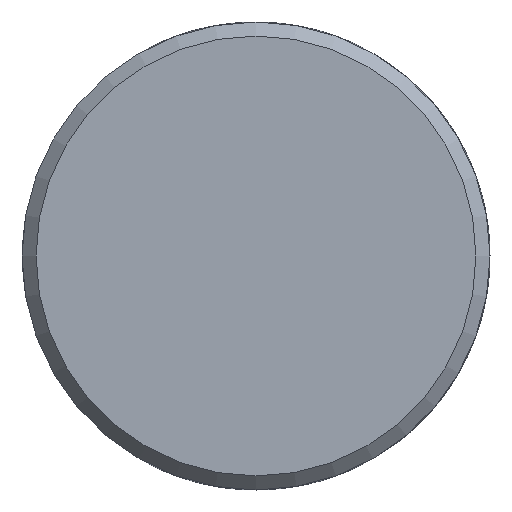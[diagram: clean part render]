
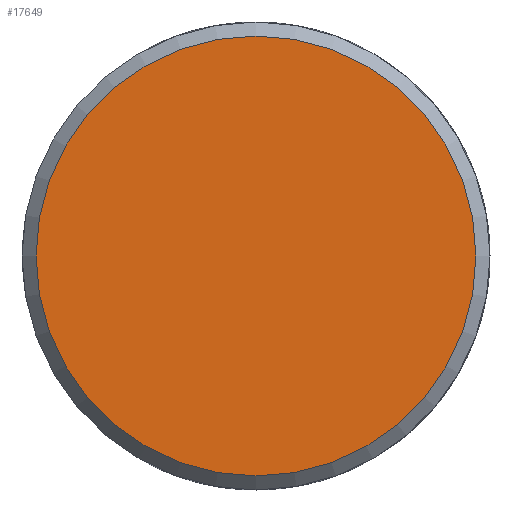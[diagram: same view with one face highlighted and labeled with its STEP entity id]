
A CAD part, front view. The second image highlights one B-rep face of the part: STEP entity #17649.
In plain terms, the highlighted planar face has unit normal (0, -1, 0).
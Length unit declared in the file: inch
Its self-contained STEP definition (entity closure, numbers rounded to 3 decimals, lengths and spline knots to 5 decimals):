
#4441 = CARTESIAN_POINT ( 'NONE',  ( 0., 0., 0. ) ) ;
#5452 = AXIS2_PLACEMENT_3D ( 'NONE', #4441, #26333, #11862 ) ;
#8500 = CARTESIAN_POINT ( 'NONE',  ( 0., 0., 0. ) ) ;
#10169 = ORIENTED_EDGE ( 'NONE', *, *, #11803, .F. ) ;
#10436 = VERTEX_POINT ( 'NONE', #28941 ) ;
#10977 = DIRECTION ( 'NONE',  ( 0., 0., 1. ) ) ;
#11803 = EDGE_CURVE ( 'NONE', #10436, #10436, #16500, .T. ) ;
#11862 = DIRECTION ( 'NONE',  ( 0., 0., 1. ) ) ;
#16500 = CIRCLE ( 'NONE', #22746, 0.939 ) ;
#17649 = ADVANCED_FACE ( 'NONE', ( #21135 ), #23919, .F. ) ;
#21135 = FACE_OUTER_BOUND ( 'NONE', #23428, .T. ) ;
#22746 = AXIS2_PLACEMENT_3D ( 'NONE', #8500, #25469, #10977 ) ;
#23428 = EDGE_LOOP ( 'NONE', ( #10169 ) ) ;
#23919 = PLANE ( 'NONE',  #5452 ) ;
#25469 = DIRECTION ( 'NONE',  ( 0., 1., 0. ) ) ;
#26333 = DIRECTION ( 'NONE',  ( 0., 1., 0. ) ) ;
#28941 = CARTESIAN_POINT ( 'NONE',  ( 0., 0., 0.939 ) ) ;
